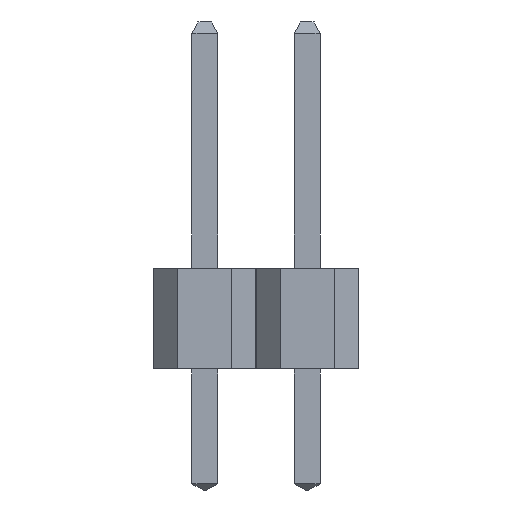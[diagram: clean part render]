
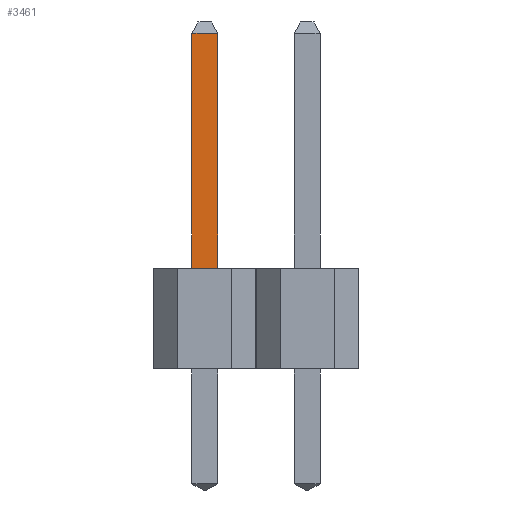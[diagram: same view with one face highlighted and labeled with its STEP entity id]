
A CAD part, front view. The second image highlights one B-rep face of the part: STEP entity #3461.
In plain terms, the highlighted planar face has unit normal (0, -1, 0).
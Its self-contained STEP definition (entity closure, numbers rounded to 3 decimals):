
#187 = ORIENTED_EDGE ( 'NONE', *, *, #11655, .T. ) ;
#275 = CARTESIAN_POINT ( 'NONE',  ( -1.59, -11.75, 2.5 ) ) ;
#292 = LINE ( 'NONE', #7021, #1427 ) ;
#676 = VERTEX_POINT ( 'NONE', #13553 ) ;
#1427 = VECTOR ( 'NONE', #16325, 1000. ) ;
#1975 = EDGE_LOOP ( 'NONE', ( #15923, #187, #8324, #19573 ) ) ;
#2216 = EDGE_CURVE ( 'NONE', #676, #3642, #292, .T. ) ;
#3461 = ADVANCED_FACE ( 'NONE', ( #9283 ), #20597, .T. ) ;
#3642 = VERTEX_POINT ( 'NONE', #12136 ) ;
#3978 = DIRECTION ( 'NONE',  ( -1., 0., 0. ) ) ;
#4463 = VECTOR ( 'NONE', #3978, 1000. ) ;
#6179 = CARTESIAN_POINT ( 'NONE',  ( -1.59, -11.75, 8.6 ) ) ;
#6388 = LINE ( 'NONE', #11566, #16546 ) ;
#6441 = DIRECTION ( 'NONE',  ( 0., -1., 0. ) ) ;
#6892 = EDGE_CURVE ( 'NONE', #3642, #11150, #10302, .T. ) ;
#7021 = CARTESIAN_POINT ( 'NONE',  ( -0.95, -11.75, 8.6 ) ) ;
#8200 = DIRECTION ( 'NONE',  ( 0., 0., -1. ) ) ;
#8324 = ORIENTED_EDGE ( 'NONE', *, *, #20755, .T. ) ;
#9155 = VERTEX_POINT ( 'NONE', #15533 ) ;
#9283 = FACE_OUTER_BOUND ( 'NONE', #1975, .T. ) ;
#10302 = LINE ( 'NONE', #16751, #4463 ) ;
#10869 = DIRECTION ( 'NONE',  ( 0., 0., -1. ) ) ;
#10968 = CARTESIAN_POINT ( 'NONE',  ( -1.59, -11.75, 8.6 ) ) ;
#11120 = DIRECTION ( 'NONE',  ( -1., 0., 0. ) ) ;
#11150 = VERTEX_POINT ( 'NONE', #275 ) ;
#11566 = CARTESIAN_POINT ( 'NONE',  ( -1.59, -11.75, 8.318 ) ) ;
#11655 = EDGE_CURVE ( 'NONE', #676, #9155, #6388, .T. ) ;
#12136 = CARTESIAN_POINT ( 'NONE',  ( -0.95, -11.75, 2.5 ) ) ;
#12597 = VECTOR ( 'NONE', #8200, 1000. ) ;
#13553 = CARTESIAN_POINT ( 'NONE',  ( -0.95, -11.75, 8.318 ) ) ;
#15533 = CARTESIAN_POINT ( 'NONE',  ( -1.59, -11.75, 8.318 ) ) ;
#15923 = ORIENTED_EDGE ( 'NONE', *, *, #2216, .F. ) ;
#16325 = DIRECTION ( 'NONE',  ( 0., 0., -1. ) ) ;
#16546 = VECTOR ( 'NONE', #11120, 1000. ) ;
#16751 = CARTESIAN_POINT ( 'NONE',  ( 0., -11.75, 2.5 ) ) ;
#16961 = AXIS2_PLACEMENT_3D ( 'NONE', #10968, #6441, #10869 ) ;
#19382 = LINE ( 'NONE', #6179, #12597 ) ;
#19573 = ORIENTED_EDGE ( 'NONE', *, *, #6892, .F. ) ;
#20597 = PLANE ( 'NONE',  #16961 ) ;
#20755 = EDGE_CURVE ( 'NONE', #9155, #11150, #19382, .T. ) ;
